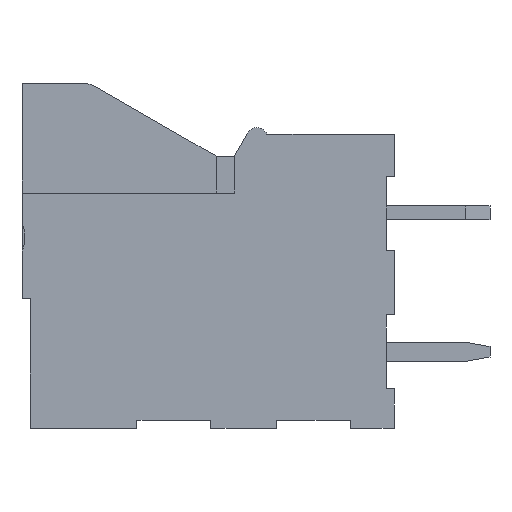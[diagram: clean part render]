
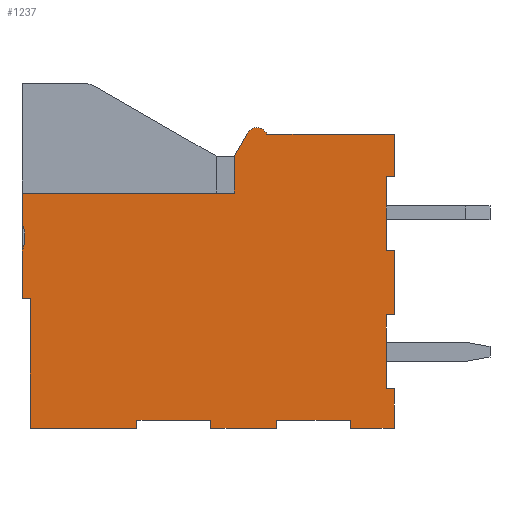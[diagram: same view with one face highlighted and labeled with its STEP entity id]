
A CAD part, left-side view. The second image highlights one B-rep face of the part: STEP entity #1237.
In plain terms, the highlighted planar face has unit normal (-1, 0, 0).
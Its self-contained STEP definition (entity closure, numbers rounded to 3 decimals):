
#14=(
BOUNDED_CURVE()
B_SPLINE_CURVE(2,(#1927,#1928,#1929),.UNSPECIFIED.,.F.,.F.)
B_SPLINE_CURVE_WITH_KNOTS((3,3),(0.142,0.31),
 .UNSPECIFIED.)
CURVE()
GEOMETRIC_REPRESENTATION_ITEM()
RATIONAL_B_SPLINE_CURVE((1.402,1.531,1.402))
REPRESENTATION_ITEM('')
);
#32=CIRCLE('',#1326,0.4);
#81=FACE_OUTER_BOUND('',#149,.T.);
#149=EDGE_LOOP('',(#992,#993,#994,#995,#996,#997,#998,#999,#1000,#1001,
#1002,#1003,#1004,#1005,#1006,#1007,#1008,#1009,#1010,#1011,#1012,#1013,
#1014,#1015,#1016,#1017,#1018,#1019));
#210=LINE('',#1762,#370);
#218=LINE('',#1781,#378);
#223=LINE('',#1790,#383);
#225=LINE('',#1798,#385);
#229=LINE('',#1806,#389);
#232=LINE('',#1812,#392);
#234=LINE('',#1816,#394);
#237=LINE('',#1822,#397);
#241=LINE('',#1830,#401);
#244=LINE('',#1836,#404);
#246=LINE('',#1840,#406);
#249=LINE('',#1846,#409);
#253=LINE('',#1854,#413);
#256=LINE('',#1860,#416);
#259=LINE('',#1866,#419);
#261=LINE('',#1870,#421);
#264=LINE('',#1876,#424);
#268=LINE('',#1884,#428);
#271=LINE('',#1890,#431);
#273=LINE('',#1894,#433);
#276=LINE('',#1900,#436);
#280=LINE('',#1908,#440);
#283=LINE('',#1914,#443);
#285=LINE('',#1918,#445);
#288=LINE('',#1931,#448);
#289=LINE('',#1932,#449);
#370=VECTOR('',#1434,0.972);
#378=VECTOR('',#1448,1.077);
#383=VECTOR('',#1453,1.727);
#385=VECTOR('',#1461,0.3);
#389=VECTOR('',#1467,4.75);
#392=VECTOR('',#1472,3.9);
#394=VECTOR('',#1476,0.3);
#397=VECTOR('',#1481,2.7);
#401=VECTOR('',#1487,0.3);
#404=VECTOR('',#1492,2.4);
#406=VECTOR('',#1496,0.3);
#409=VECTOR('',#1501,2.7);
#413=VECTOR('',#1507,0.3);
#416=VECTOR('',#1512,1.6);
#419=VECTOR('',#1517,1.45);
#421=VECTOR('',#1521,0.3);
#424=VECTOR('',#1526,2.7);
#428=VECTOR('',#1532,0.3);
#431=VECTOR('',#1537,2.35);
#433=VECTOR('',#1541,0.3);
#436=VECTOR('',#1546,2.7);
#440=VECTOR('',#1552,0.3);
#443=VECTOR('',#1557,1.55);
#445=VECTOR('',#1561,4.65);
#448=VECTOR('',#1574,1.35);
#449=VECTOR('',#1575,7.75);
#521=VERTEX_POINT('',#1759);
#522=VERTEX_POINT('',#1761);
#528=VERTEX_POINT('',#1777);
#530=VERTEX_POINT('',#1780);
#533=VERTEX_POINT('',#1787);
#534=VERTEX_POINT('',#1789);
#537=VERTEX_POINT('',#1797);
#540=VERTEX_POINT('',#1804);
#542=VERTEX_POINT('',#1810);
#543=VERTEX_POINT('',#1815);
#545=VERTEX_POINT('',#1821);
#548=VERTEX_POINT('',#1828);
#550=VERTEX_POINT('',#1834);
#551=VERTEX_POINT('',#1839);
#553=VERTEX_POINT('',#1845);
#556=VERTEX_POINT('',#1852);
#558=VERTEX_POINT('',#1858);
#560=VERTEX_POINT('',#1864);
#561=VERTEX_POINT('',#1869);
#563=VERTEX_POINT('',#1875);
#566=VERTEX_POINT('',#1882);
#568=VERTEX_POINT('',#1888);
#569=VERTEX_POINT('',#1893);
#571=VERTEX_POINT('',#1899);
#574=VERTEX_POINT('',#1906);
#576=VERTEX_POINT('',#1912);
#577=VERTEX_POINT('',#1917);
#579=VERTEX_POINT('',#1930);
#649=EDGE_CURVE('',#521,#522,#210,.T.);
#658=EDGE_CURVE('',#530,#528,#218,.T.);
#663=EDGE_CURVE('',#534,#533,#223,.T.);
#667=EDGE_CURVE('',#533,#537,#225,.T.);
#671=EDGE_CURVE('',#540,#537,#229,.T.);
#674=EDGE_CURVE('',#542,#540,#232,.T.);
#676=EDGE_CURVE('',#542,#543,#234,.T.);
#679=EDGE_CURVE('',#543,#545,#237,.T.);
#683=EDGE_CURVE('',#548,#545,#241,.T.);
#686=EDGE_CURVE('',#550,#548,#244,.T.);
#688=EDGE_CURVE('',#550,#551,#246,.T.);
#691=EDGE_CURVE('',#551,#553,#249,.T.);
#695=EDGE_CURVE('',#556,#553,#253,.T.);
#698=EDGE_CURVE('',#558,#556,#256,.T.);
#701=EDGE_CURVE('',#560,#558,#259,.T.);
#703=EDGE_CURVE('',#560,#561,#261,.T.);
#706=EDGE_CURVE('',#561,#563,#264,.T.);
#710=EDGE_CURVE('',#566,#563,#268,.T.);
#713=EDGE_CURVE('',#568,#566,#271,.T.);
#715=EDGE_CURVE('',#568,#569,#273,.T.);
#718=EDGE_CURVE('',#569,#571,#276,.T.);
#722=EDGE_CURVE('',#574,#571,#280,.T.);
#725=EDGE_CURVE('',#576,#574,#283,.T.);
#727=EDGE_CURVE('',#576,#577,#285,.T.);
#730=EDGE_CURVE('',#577,#522,#32,.F.);
#732=EDGE_CURVE('',#528,#534,#14,.T.);
#733=EDGE_CURVE('',#579,#521,#288,.T.);
#734=EDGE_CURVE('',#579,#530,#289,.T.);
#992=ORIENTED_EDGE('',*,*,#658,.T.);
#993=ORIENTED_EDGE('',*,*,#732,.T.);
#994=ORIENTED_EDGE('',*,*,#663,.T.);
#995=ORIENTED_EDGE('',*,*,#667,.T.);
#996=ORIENTED_EDGE('',*,*,#671,.F.);
#997=ORIENTED_EDGE('',*,*,#674,.F.);
#998=ORIENTED_EDGE('',*,*,#676,.T.);
#999=ORIENTED_EDGE('',*,*,#679,.T.);
#1000=ORIENTED_EDGE('',*,*,#683,.F.);
#1001=ORIENTED_EDGE('',*,*,#686,.F.);
#1002=ORIENTED_EDGE('',*,*,#688,.T.);
#1003=ORIENTED_EDGE('',*,*,#691,.T.);
#1004=ORIENTED_EDGE('',*,*,#695,.F.);
#1005=ORIENTED_EDGE('',*,*,#698,.F.);
#1006=ORIENTED_EDGE('',*,*,#701,.F.);
#1007=ORIENTED_EDGE('',*,*,#703,.T.);
#1008=ORIENTED_EDGE('',*,*,#706,.T.);
#1009=ORIENTED_EDGE('',*,*,#710,.F.);
#1010=ORIENTED_EDGE('',*,*,#713,.F.);
#1011=ORIENTED_EDGE('',*,*,#715,.T.);
#1012=ORIENTED_EDGE('',*,*,#718,.T.);
#1013=ORIENTED_EDGE('',*,*,#722,.F.);
#1014=ORIENTED_EDGE('',*,*,#725,.F.);
#1015=ORIENTED_EDGE('',*,*,#727,.T.);
#1016=ORIENTED_EDGE('',*,*,#730,.T.);
#1017=ORIENTED_EDGE('',*,*,#649,.F.);
#1018=ORIENTED_EDGE('',*,*,#733,.F.);
#1019=ORIENTED_EDGE('',*,*,#734,.T.);
#1172=PLANE('',#1329);
#1237=ADVANCED_FACE('',(#81),#1172,.F.);
#1326=AXIS2_PLACEMENT_3D('',#1923,#1566,#1567);
#1329=AXIS2_PLACEMENT_3D('',#1926,#1572,#1573);
#1434=DIRECTION('',(0.,-0.5,0.866));
#1448=DIRECTION('',(0.,0.,-1.));
#1453=DIRECTION('',(0.,0.,-1.));
#1461=DIRECTION('',(0.,-1.,0.));
#1467=DIRECTION('',(0.,0.,1.));
#1472=DIRECTION('',(0.,1.,0.));
#1476=DIRECTION('',(0.,0.,1.));
#1481=DIRECTION('',(0.,-1.,0.));
#1487=DIRECTION('',(0.,0.,1.));
#1492=DIRECTION('',(0.,1.,0.));
#1496=DIRECTION('',(0.,0.,1.));
#1501=DIRECTION('',(0.,-1.,0.));
#1507=DIRECTION('',(0.,0.,1.));
#1512=DIRECTION('',(0.,1.,0.));
#1517=DIRECTION('',(0.,0.,-1.));
#1521=DIRECTION('',(0.,1.,0.));
#1526=DIRECTION('',(0.,0.,1.));
#1532=DIRECTION('',(0.,1.,0.));
#1537=DIRECTION('',(0.,0.,-1.));
#1541=DIRECTION('',(0.,1.,0.));
#1546=DIRECTION('',(0.,0.,1.));
#1552=DIRECTION('',(0.,1.,0.));
#1557=DIRECTION('',(0.,0.,-1.));
#1561=DIRECTION('',(0.,1.,0.));
#1566=DIRECTION('center_axis',(1.,0.,0.));
#1567=DIRECTION('ref_axis',(0.,0.,-1.));
#1572=DIRECTION('center_axis',(1.,0.,0.));
#1573=DIRECTION('ref_axis',(0.,0.,-1.));
#1574=DIRECTION('',(0.,0.,1.));
#1575=DIRECTION('',(0.,1.,0.));
#1759=CARTESIAN_POINT('',(5.08,5.85,-2.65));
#1761=CARTESIAN_POINT('',(5.08,5.364,-1.808));
#1762=CARTESIAN_POINT('',(5.08,5.85,-2.65));
#1777=CARTESIAN_POINT('',(5.08,13.6,-5.077));
#1780=CARTESIAN_POINT('',(5.08,13.6,-4.));
#1781=CARTESIAN_POINT('',(5.08,13.6,-4.));
#1787=CARTESIAN_POINT('',(5.08,13.6,-7.85));
#1789=CARTESIAN_POINT('',(5.08,13.6,-6.123));
#1790=CARTESIAN_POINT('',(5.08,13.6,-6.123));
#1797=CARTESIAN_POINT('',(5.08,13.3,-7.85));
#1798=CARTESIAN_POINT('',(5.08,13.6,-7.85));
#1804=CARTESIAN_POINT('',(5.08,13.3,-12.6));
#1806=CARTESIAN_POINT('',(5.08,13.3,-12.6));
#1810=CARTESIAN_POINT('',(5.08,9.4,-12.6));
#1812=CARTESIAN_POINT('',(5.08,9.4,-12.6));
#1815=CARTESIAN_POINT('',(5.08,9.4,-12.3));
#1816=CARTESIAN_POINT('',(5.08,9.4,-12.6));
#1821=CARTESIAN_POINT('',(5.08,6.7,-12.3));
#1822=CARTESIAN_POINT('',(5.08,9.4,-12.3));
#1828=CARTESIAN_POINT('',(5.08,6.7,-12.6));
#1830=CARTESIAN_POINT('',(5.08,6.7,-12.6));
#1834=CARTESIAN_POINT('',(5.08,4.3,-12.6));
#1836=CARTESIAN_POINT('',(5.08,4.3,-12.6));
#1839=CARTESIAN_POINT('',(5.08,4.3,-12.3));
#1840=CARTESIAN_POINT('',(5.08,4.3,-12.6));
#1845=CARTESIAN_POINT('',(5.08,1.6,-12.3));
#1846=CARTESIAN_POINT('',(5.08,4.3,-12.3));
#1852=CARTESIAN_POINT('',(5.08,1.6,-12.6));
#1854=CARTESIAN_POINT('',(5.08,1.6,-12.6));
#1858=CARTESIAN_POINT('',(5.08,0.,-12.6));
#1860=CARTESIAN_POINT('',(5.08,0.,-12.6));
#1864=CARTESIAN_POINT('',(5.08,0.,-11.15));
#1866=CARTESIAN_POINT('',(5.08,0.,-11.15));
#1869=CARTESIAN_POINT('',(5.08,0.3,-11.15));
#1870=CARTESIAN_POINT('',(5.08,0.,-11.15));
#1875=CARTESIAN_POINT('',(5.08,0.3,-8.45));
#1876=CARTESIAN_POINT('',(5.08,0.3,-11.15));
#1882=CARTESIAN_POINT('',(5.08,0.,-8.45));
#1884=CARTESIAN_POINT('',(5.08,0.,-8.45));
#1888=CARTESIAN_POINT('',(5.08,0.,-6.1));
#1890=CARTESIAN_POINT('',(5.08,0.,-6.1));
#1893=CARTESIAN_POINT('',(5.08,0.3,-6.1));
#1894=CARTESIAN_POINT('',(5.08,0.,-6.1));
#1899=CARTESIAN_POINT('',(5.08,0.3,-3.4));
#1900=CARTESIAN_POINT('',(5.08,0.3,-6.1));
#1906=CARTESIAN_POINT('',(5.08,0.,-3.4));
#1908=CARTESIAN_POINT('',(5.08,0.,-3.4));
#1912=CARTESIAN_POINT('',(5.08,0.,-1.85));
#1914=CARTESIAN_POINT('',(5.08,0.,-1.85));
#1917=CARTESIAN_POINT('',(5.08,4.65,-1.85));
#1918=CARTESIAN_POINT('',(5.08,0.,-1.85));
#1923=CARTESIAN_POINT('Origin',(5.08,5.017,-2.008));
#1926=CARTESIAN_POINT('Origin',(5.08,-3.5,-12.6));
#1927=CARTESIAN_POINT('Ctrl Pts',(5.08,13.6,-5.077));
#1928=CARTESIAN_POINT('Ctrl Pts',(5.08,13.389,-5.6));
#1929=CARTESIAN_POINT('Ctrl Pts',(5.08,13.6,-6.123));
#1930=CARTESIAN_POINT('',(5.08,5.85,-4.));
#1931=CARTESIAN_POINT('',(5.08,5.85,-4.));
#1932=CARTESIAN_POINT('',(5.08,5.85,-4.));
